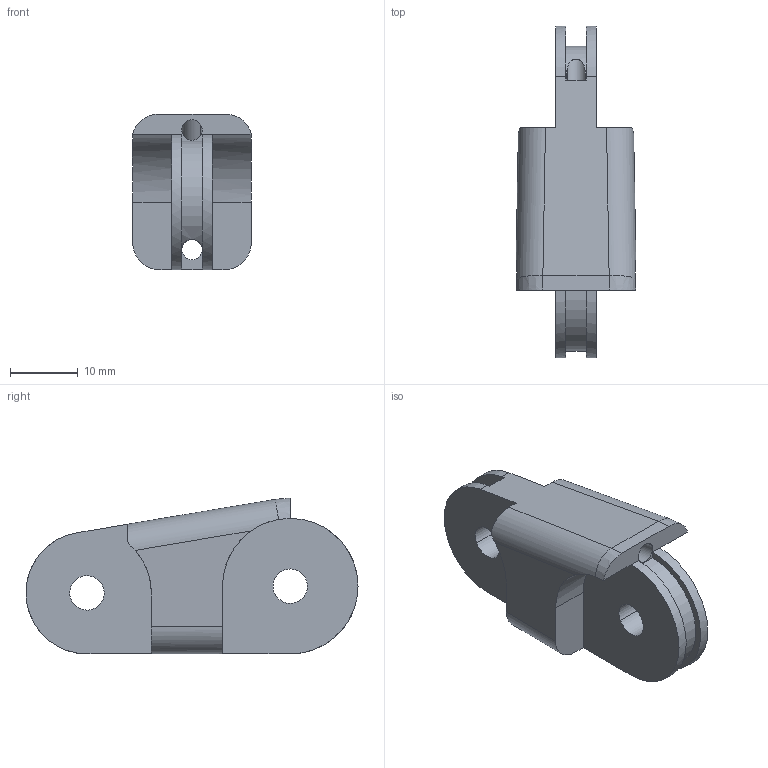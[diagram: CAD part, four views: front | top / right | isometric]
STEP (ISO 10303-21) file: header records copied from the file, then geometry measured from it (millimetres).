
FILE_DESCRIPTION(('CATIA V5 STEP Exchange'),'2;1');
FILE_NAME('Proximal_Phalange_Thumb_PP.stp','2014-05-15T01:37:32+00:00',('none'),('none'),'CATIA Version 5 Release 19 SP 6 (IN-10)','CATIA V5 STEP AP203','none');
FILE_SCHEMA(('CONFIG_CONTROL_DESIGN'));
Length unit declared in the file: millimetre
Products named in the file (1): Proximal_Phalange_Thumb_PP
Bounding box: 17.63 x 49 x 23 mm (x, y, z)
Volume: 7252.8 mm3; surface area: 4208.1 mm2
Topology: 1 solids, 1 shells, 54 faces, 160 edges, 105 vertices
Faces by surface type: cylinder 27, plane 25, bspline 2
Entity records: 1978 total; most frequent: CARTESIAN_POINT 626, ORIENTED_EDGE 320, DIRECTION 192, EDGE_CURVE 160, VERTEX_POINT 105, VECTOR 88, LINE 88, AXIS2_PLACEMENT_3D 72
